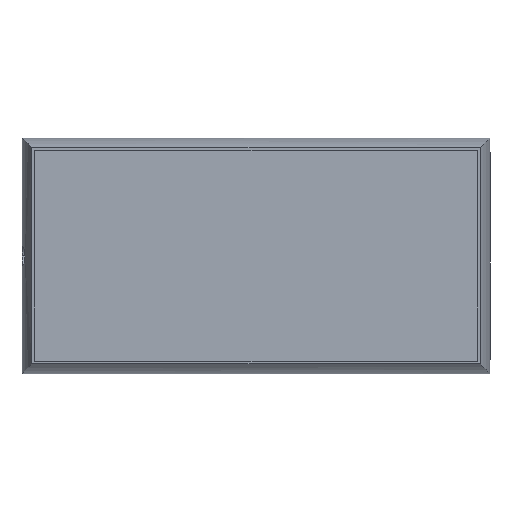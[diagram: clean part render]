
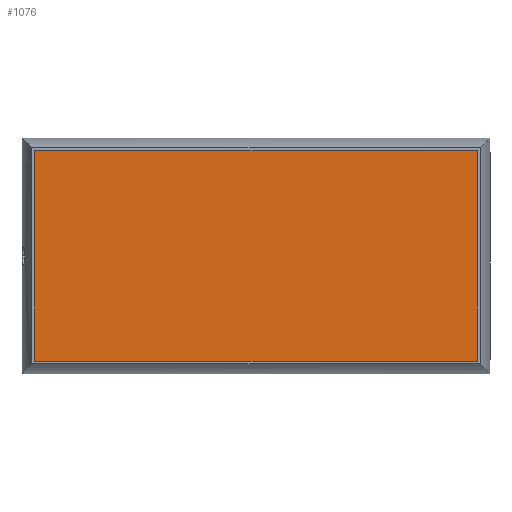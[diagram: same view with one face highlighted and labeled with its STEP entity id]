
A CAD part, top view. The second image highlights one B-rep face of the part: STEP entity #1076.
In plain terms, the highlighted planar face has unit normal (0, 0, 1).
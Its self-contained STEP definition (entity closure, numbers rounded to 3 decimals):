
#463=DIRECTION('',(-1.,0.,0.));
#464=VECTOR('',#463,380.3);
#465=CARTESIAN_POINT('',(190.15,90.4,19.));
#466=LINE('',#465,#464);
#467=DIRECTION('',(0.,1.,0.));
#468=VECTOR('',#467,180.8);
#469=CARTESIAN_POINT('',(190.15,-90.4,19.));
#470=LINE('',#469,#468);
#471=DIRECTION('',(1.,0.,0.));
#472=VECTOR('',#471,380.3);
#473=CARTESIAN_POINT('',(-190.15,-90.4,19.));
#474=LINE('',#473,#472);
#475=DIRECTION('',(0.,-1.,0.));
#476=VECTOR('',#475,180.8);
#477=CARTESIAN_POINT('',(-190.15,90.4,19.));
#478=LINE('',#477,#476);
#535=CARTESIAN_POINT('',(190.15,90.4,19.));
#536=CARTESIAN_POINT('',(-190.15,90.4,19.));
#537=VERTEX_POINT('',#535);
#538=VERTEX_POINT('',#536);
#539=CARTESIAN_POINT('',(-190.15,-90.4,19.));
#540=VERTEX_POINT('',#539);
#541=CARTESIAN_POINT('',(190.15,-90.4,19.));
#542=VERTEX_POINT('',#541);
#1065=CARTESIAN_POINT('',(0.,0.,19.));
#1066=DIRECTION('',(0.,0.,1.));
#1067=DIRECTION('',(1.,0.,0.));
#1068=AXIS2_PLACEMENT_3D('',#1065,#1066,#1067);
#1069=PLANE('',#1068);
#1070=ORIENTED_EDGE('',*,*,#1017,.F.);
#1071=ORIENTED_EDGE('',*,*,#1032,.F.);
#1072=ORIENTED_EDGE('',*,*,#1046,.F.);
#1073=ORIENTED_EDGE('',*,*,#1059,.F.);
#1074=EDGE_LOOP('',(#1070,#1071,#1072,#1073));
#1075=FACE_OUTER_BOUND('',#1074,.F.);
#1076=ADVANCED_FACE('',(#1075),#1069,.T.);
#1017=EDGE_CURVE('',#537,#538,#466,.T.);
#1032=EDGE_CURVE('',#542,#537,#470,.T.);
#1046=EDGE_CURVE('',#540,#542,#474,.T.);
#1059=EDGE_CURVE('',#538,#540,#478,.T.);
